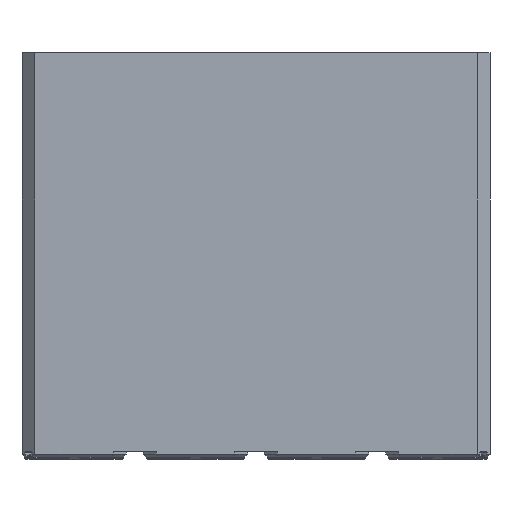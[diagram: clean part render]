
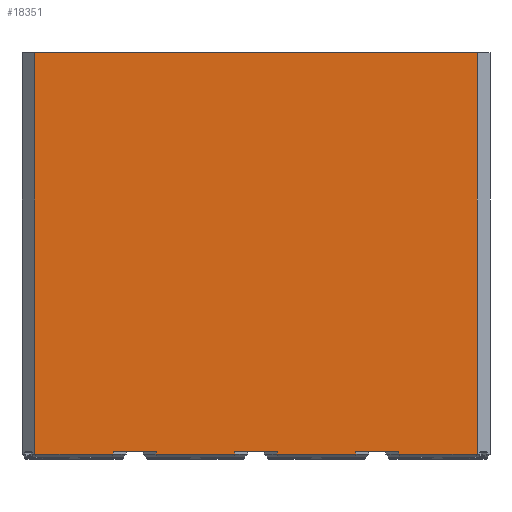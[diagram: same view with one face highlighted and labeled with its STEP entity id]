
A CAD part, front view. The second image highlights one B-rep face of the part: STEP entity #18351.
In plain terms, the highlighted planar face has unit normal (0, -1, 0).
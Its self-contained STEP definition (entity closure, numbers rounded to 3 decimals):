
#981=FACE_OUTER_BOUND('',#1997,.T.);
#1997=EDGE_LOOP('',(#16143,#16144,#16145,#16146,#16147,#16148,#16149,#16150,
#16151,#16152,#16153,#16154,#16155,#16156,#16157,#16158));
#2292=LINE('',#24467,#4848);
#2365=LINE('',#24612,#4921);
#4088=LINE('',#28078,#6644);
#4099=LINE('',#28100,#6655);
#4110=LINE('',#28122,#6666);
#4121=LINE('',#28143,#6677);
#4483=LINE('',#28857,#7039);
#4502=LINE('',#28893,#7058);
#4519=LINE('',#28926,#7075);
#4531=LINE('',#28950,#7087);
#4541=LINE('',#28971,#7097);
#4544=LINE('',#28977,#7100);
#4545=LINE('',#28979,#7101);
#4546=LINE('',#28980,#7102);
#4547=LINE('',#28981,#7103);
#4548=LINE('',#28982,#7104);
#4848=VECTOR('',#19815,10.);
#4921=VECTOR('',#19948,10.);
#6644=VECTOR('',#22831,10.);
#6655=VECTOR('',#22852,10.);
#6666=VECTOR('',#22873,10.);
#6677=VECTOR('',#22894,10.);
#7039=VECTOR('',#23688,10.);
#7058=VECTOR('',#23719,10.);
#7075=VECTOR('',#23766,10.);
#7087=VECTOR('',#23788,10.);
#7097=VECTOR('',#23808,10.);
#7100=VECTOR('',#23813,10.);
#7101=VECTOR('',#23814,10.);
#7102=VECTOR('',#23815,10.);
#7103=VECTOR('',#23816,10.);
#7104=VECTOR('',#23817,10.);
#7311=VERTEX_POINT('',#24420);
#7327=VERTEX_POINT('',#24464);
#7328=VERTEX_POINT('',#24466);
#7370=VERTEX_POINT('',#24611);
#8533=VERTEX_POINT('',#28077);
#8538=VERTEX_POINT('',#28097);
#8539=VERTEX_POINT('',#28099);
#8544=VERTEX_POINT('',#28119);
#8545=VERTEX_POINT('',#28121);
#8550=VERTEX_POINT('',#28141);
#8686=VERTEX_POINT('',#28855);
#8697=VERTEX_POINT('',#28892);
#8705=VERTEX_POINT('',#28948);
#8711=VERTEX_POINT('',#28970);
#8713=VERTEX_POINT('',#28976);
#8714=VERTEX_POINT('',#28978);
#8972=EDGE_CURVE('',#7328,#7327,#2292,.T.);
#9045=EDGE_CURVE('',#7328,#7370,#2365,.T.);
#10768=EDGE_CURVE('',#7311,#8533,#4088,.T.);
#10779=EDGE_CURVE('',#8538,#8539,#4099,.T.);
#10790=EDGE_CURVE('',#8544,#8545,#4110,.T.);
#10801=EDGE_CURVE('',#8550,#7327,#4121,.T.);
#11163=EDGE_CURVE('',#8533,#8686,#4483,.T.);
#11182=EDGE_CURVE('',#8697,#8686,#4502,.T.);
#11199=EDGE_CURVE('',#8538,#8697,#4519,.T.);
#11211=EDGE_CURVE('',#8539,#8705,#4531,.T.);
#11221=EDGE_CURVE('',#8711,#8705,#4541,.T.);
#11224=EDGE_CURVE('',#8550,#8713,#4544,.T.);
#11225=EDGE_CURVE('',#8713,#8714,#4545,.T.);
#11226=EDGE_CURVE('',#8545,#8714,#4546,.T.);
#11227=EDGE_CURVE('',#8544,#8711,#4547,.T.);
#11228=EDGE_CURVE('',#7370,#7311,#4548,.T.);
#16143=ORIENTED_EDGE('',*,*,#8972,.T.);
#16144=ORIENTED_EDGE('',*,*,#10801,.F.);
#16145=ORIENTED_EDGE('',*,*,#11224,.T.);
#16146=ORIENTED_EDGE('',*,*,#11225,.T.);
#16147=ORIENTED_EDGE('',*,*,#11226,.F.);
#16148=ORIENTED_EDGE('',*,*,#10790,.F.);
#16149=ORIENTED_EDGE('',*,*,#11227,.T.);
#16150=ORIENTED_EDGE('',*,*,#11221,.T.);
#16151=ORIENTED_EDGE('',*,*,#11211,.F.);
#16152=ORIENTED_EDGE('',*,*,#10779,.F.);
#16153=ORIENTED_EDGE('',*,*,#11199,.T.);
#16154=ORIENTED_EDGE('',*,*,#11182,.T.);
#16155=ORIENTED_EDGE('',*,*,#11163,.F.);
#16156=ORIENTED_EDGE('',*,*,#10768,.F.);
#16157=ORIENTED_EDGE('',*,*,#11228,.F.);
#16158=ORIENTED_EDGE('',*,*,#9045,.F.);
#17348=PLANE('',#19356);
#18351=ADVANCED_FACE('',(#981),#17348,.T.);
#19356=AXIS2_PLACEMENT_3D('',#28975,#23811,#23812);
#19815=DIRECTION('',(0.,0.,-1.));
#19948=DIRECTION('',(1.,0.,0.));
#22831=DIRECTION('',(-1.,0.,0.));
#22852=DIRECTION('',(-1.,0.,0.));
#22873=DIRECTION('',(-1.,0.,0.));
#22894=DIRECTION('',(-1.,0.,0.));
#23688=DIRECTION('',(0.,0.,1.));
#23719=DIRECTION('',(1.,0.,0.));
#23766=DIRECTION('',(0.,0.,1.));
#23788=DIRECTION('',(0.,0.,1.));
#23808=DIRECTION('',(1.,0.,0.));
#23811=DIRECTION('center_axis',(0.,-1.,0.));
#23812=DIRECTION('ref_axis',(1.,0.,0.));
#23813=DIRECTION('',(0.,0.,1.));
#23814=DIRECTION('',(1.,0.,0.));
#23815=DIRECTION('',(0.,0.,1.));
#23816=DIRECTION('',(0.,0.,1.));
#23817=DIRECTION('',(0.,0.,-1.));
#24420=CARTESIAN_POINT('',(166.228,-21.5,2.));
#24464=CARTESIAN_POINT('',(-16.228,-21.5,2.));
#24466=CARTESIAN_POINT('',(-16.228,-21.5,167.6));
#24467=CARTESIAN_POINT('',(-16.228,-21.5,4.2));
#24611=CARTESIAN_POINT('',(166.228,-21.5,167.6));
#24612=CARTESIAN_POINT('',(166.228,-21.5,167.6));
#28077=CARTESIAN_POINT('',(133.772,-21.5,2.));
#28078=CARTESIAN_POINT('',(166.228,-21.5,2.));
#28097=CARTESIAN_POINT('',(116.228,-21.5,2.));
#28099=CARTESIAN_POINT('',(83.772,-21.5,2.));
#28100=CARTESIAN_POINT('',(116.228,-21.5,2.));
#28119=CARTESIAN_POINT('',(66.228,-21.5,2.));
#28121=CARTESIAN_POINT('',(33.772,-21.5,2.));
#28122=CARTESIAN_POINT('',(66.228,-21.5,2.));
#28141=CARTESIAN_POINT('',(16.228,-21.5,2.));
#28143=CARTESIAN_POINT('',(16.228,-21.5,2.));
#28855=CARTESIAN_POINT('',(133.772,-21.5,3.2));
#28857=CARTESIAN_POINT('',(133.772,-21.5,2.));
#28892=CARTESIAN_POINT('',(116.228,-21.5,3.2));
#28893=CARTESIAN_POINT('',(0.,-21.5,3.2));
#28926=CARTESIAN_POINT('',(116.228,-21.5,2.));
#28948=CARTESIAN_POINT('',(83.772,-21.5,3.2));
#28950=CARTESIAN_POINT('',(83.772,-21.5,2.));
#28970=CARTESIAN_POINT('',(66.228,-21.5,3.2));
#28971=CARTESIAN_POINT('',(0.,-21.5,3.2));
#28975=CARTESIAN_POINT('Origin',(-16.228,-21.5,4.2));
#28976=CARTESIAN_POINT('',(16.228,-21.5,3.2));
#28977=CARTESIAN_POINT('',(16.228,-21.5,2.));
#28978=CARTESIAN_POINT('',(33.772,-21.5,3.2));
#28979=CARTESIAN_POINT('',(0.,-21.5,3.2));
#28980=CARTESIAN_POINT('',(33.772,-21.5,2.));
#28981=CARTESIAN_POINT('',(66.228,-21.5,2.));
#28982=CARTESIAN_POINT('',(166.228,-21.5,4.2));
